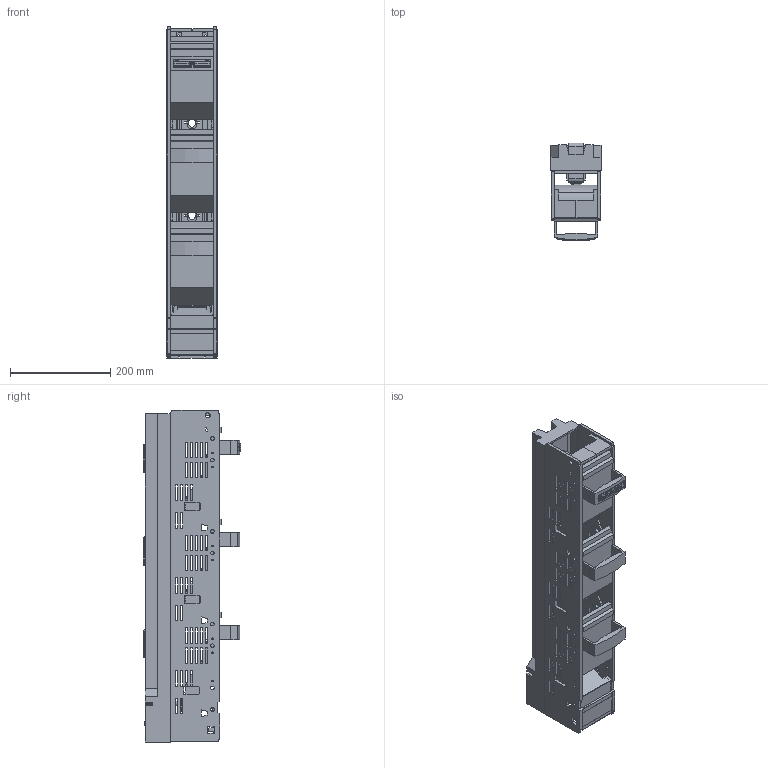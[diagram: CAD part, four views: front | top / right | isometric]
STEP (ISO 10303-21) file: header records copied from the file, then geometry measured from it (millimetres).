
FILE_DESCRIPTION((''),'2;1');
FILE_NAME('SL1_3X_3A_ASM','2021-04-14T',('marketing.praksa'),('Audax d.o.o.'),'CREO PARAMETRIC BY PTC INC, 2017480','CREO PARAMETRIC BY PTC INC, 2017480','');
FILE_SCHEMA(('AUTOMOTIVE_DESIGN { 1 0 10303 214 1 1 1 1 }'));
Products named in the file (14): BREP_WITH_VOIDS_1_1_2; 804188_L_NH-LEISTENUNTERT-40619; 804188_L_NH-LEISTENUNTERT-45324; 804188_L_NH-LEISTENUNTERT-50718; 804188_L_NH-LEISTENUNTERT-51387; 804188_L_NH-LEISTENUNTERT-52056; 804188_L_NH-LEISTENUNTERT-52654; 804188_L_NH-LEISTENUNTERT-52889; 804188_L_NH-LEISTENUNTERT-53124; BLACK-CO; BASE-BASE; PRT0118; LOGO-CUTOUT; SL1_3X_3A_ASM
Assembly tree (13 placements, depth 2):
  SL1_3X_3A_ASM
    BREP_WITH_VOIDS_1_1_2
    804188_L_NH-LEISTENUNTERT-40619
    804188_L_NH-LEISTENUNTERT-45324
    804188_L_NH-LEISTENUNTERT-50718
    804188_L_NH-LEISTENUNTERT-51387
    804188_L_NH-LEISTENUNTERT-52056
    804188_L_NH-LEISTENUNTERT-52654
    804188_L_NH-LEISTENUNTERT-52889
    804188_L_NH-LEISTENUNTERT-53124
    BLACK-CO
    BASE-BASE
    PRT0118
    LOGO-CUTOUT
Bounding box: 100 x 195.4 x 662 mm (x, y, z)
Volume: 2909351.3 mm3; surface area: 985055.3 mm2
Topology: 18 solids, 22 shells, 2407 faces, 6269 edges, 3920 vertices
Faces by surface type: plane 2061, cylinder 296, cone 42, torus 4, sphere 4
Entity records: 109816 total; most frequent: CARTESIAN_POINT 13586, ORIENTED_EDGE 12530, DIRECTION 11666, PRESENTATION_STYLE_ASSIGNMENT 8689, STYLED_ITEM 8689, CURVE_STYLE 6265, EDGE_CURVE 6265, VECTOR 5452
